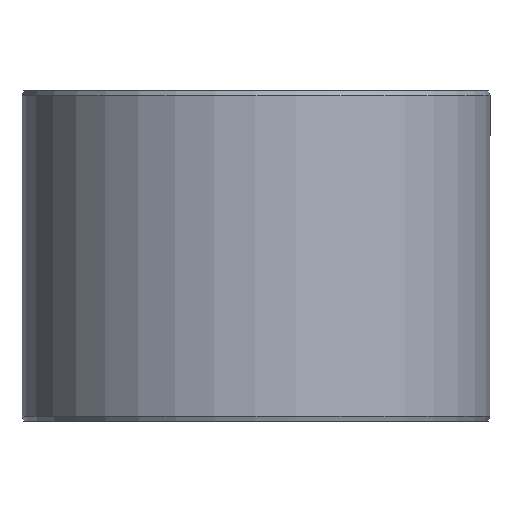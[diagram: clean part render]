
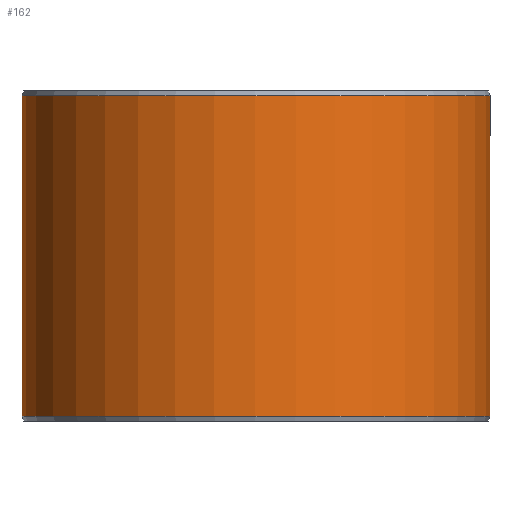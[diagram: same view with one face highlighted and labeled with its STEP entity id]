
A CAD part, front view. The second image highlights one B-rep face of the part: STEP entity #162.
In plain terms, the highlighted cylindrical face has radius 85 mm (diameter 170 mm), a partial arc.
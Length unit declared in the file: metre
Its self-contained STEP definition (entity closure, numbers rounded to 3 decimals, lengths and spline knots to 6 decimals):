
#162=ADVANCED_FACE('',(#185,#186),#187,.T.);
#185=FACE_OUTER_BOUND('',#211,.T.);
#186=FACE_BOUND('',#212,.T.);
#187=CYLINDRICAL_SURFACE('',#213,0.085);
#211=EDGE_LOOP('',(#289,#290,#291,#292));
#212=EDGE_LOOP('',(#293));
#213=AXIS2_PLACEMENT_3D('',#294,#295,#296);
#289=ORIENTED_EDGE('',*,*,#314,.T.);
#290=ORIENTED_EDGE('',*,*,#323,.F.);
#291=ORIENTED_EDGE('',*,*,#309,.F.);
#292=ORIENTED_EDGE('',*,*,#324,.T.);
#293=ORIENTED_EDGE('',*,*,#327,.T.);
#294=CARTESIAN_POINT('',(0.,0.,0.0));
#295=DIRECTION('',(0.,0.0,-1.0));
#296=DIRECTION('',(-1.0,0.0,0.));
#309=EDGE_CURVE('',#341,#342,#343,.T.);
#314=EDGE_CURVE('',#351,#349,#352,.T.);
#323=EDGE_CURVE('',#342,#349,#365,.T.);
#324=EDGE_CURVE('',#341,#351,#366,.T.);
#327=EDGE_CURVE('',#370,#370,#371,.T.);
#341=VERTEX_POINT('',#389);
#342=VERTEX_POINT('',#390);
#343=CIRCLE('',#391,0.085);
#349=VERTEX_POINT('',#399);
#351=VERTEX_POINT('',#402);
#352=CIRCLE('',#403,0.085);
#365=LINE('',#422,#423);
#366=LINE('',#424,#425);
#370=VERTEX_POINT('',#501);
#371=B_SPLINE_CURVE_WITH_KNOTS('',3,(#502,#503,#504,#505,#506,#507,#508,#509,#510,#511,#512,#513,#514,#515,#516,#517,#518,#519,#520,#521,#522,#523,#524,#525,#526,#527,#528,#529,#530,#531,#532,#533,#534,#535,#536,#537,#538,#539,#540,#541,#542,#543,#544,#545,#546,#547,#548,#549,#550,#551,#552,#553,#554,#555,#556,#557,#558,#559,#560,#561,#562,#563,#564,#565,#566,#567,#568,#569,#570,#571,#572,#573),.UNSPECIFIED.,.T.,.F.,(2,2,2,2,2,2,2,2,2,2,2,2,2,2,2,2,2,2,2,2,2,2,2,2,2,2,2,2,2,2,2,2,2,2,2,2,2,2),(-0.000977,0.0,0.000977,0.001466,0.001954,0.002931,0.003908,0.004886,0.005863,0.00684,0.007817,0.008794,0.009771,0.010748,0.011725,0.012703,0.013191,0.01368,0.014657,0.015634,0.016611,0.017588,0.018565,0.019542,0.020519,0.021497,0.022474,0.023451,0.024428,0.024916,0.025405,0.026382,0.027359,0.028336,0.029313,0.030291,0.031268,0.032245),.UNSPECIFIED.);
#389=CARTESIAN_POINT('',(0.001483,0.084987,0.0018));
#390=CARTESIAN_POINT('',(0.,0.085,0.0018));
#391=AXIS2_PLACEMENT_3D('',#587,#588,#589);
#399=CARTESIAN_POINT('',(0.,0.085,0.1182));
#402=CARTESIAN_POINT('',(0.001483,0.084987,0.1182));
#403=AXIS2_PLACEMENT_3D('',#596,#597,#598);
#422=CARTESIAN_POINT('',(0.,0.085,0.0018));
#423=VECTOR('',#611,1.0);
#424=CARTESIAN_POINT('',(0.001483,0.084987,0.0018));
#425=VECTOR('',#612,1.0);
#501=CARTESIAN_POINT('',(0.070158,-0.047988,0.06));
#502=CARTESIAN_POINT('',(0.070158,-0.047988,0.05967));
#503=CARTESIAN_POINT('',(0.070158,-0.047988,0.06033));
#504=CARTESIAN_POINT('',(0.070176,-0.047961,0.060655));
#505=CARTESIAN_POINT('',(0.07023,-0.047883,0.061135));
#506=CARTESIAN_POINT('',(0.070252,-0.04785,0.061293));
#507=CARTESIAN_POINT('',(0.070306,-0.047771,0.061607));
#508=CARTESIAN_POINT('',(0.070337,-0.047725,0.061763));
#509=CARTESIAN_POINT('',(0.070443,-0.047569,0.062217));
#510=CARTESIAN_POINT('',(0.070529,-0.047441,0.062505));
#511=CARTESIAN_POINT('',(0.070731,-0.047139,0.063048));
#512=CARTESIAN_POINT('',(0.070848,-0.046963,0.063305));
#513=CARTESIAN_POINT('',(0.071102,-0.046578,0.063766));
#514=CARTESIAN_POINT('',(0.07124,-0.046367,0.063973));
#515=CARTESIAN_POINT('',(0.071537,-0.045908,0.064339));
#516=CARTESIAN_POINT('',(0.071694,-0.045663,0.064494));
#517=CARTESIAN_POINT('',(0.072015,-0.045154,0.064744));
#518=CARTESIAN_POINT('',(0.072182,-0.044887,0.06484));
#519=CARTESIAN_POINT('',(0.072521,-0.044337,0.064968));
#520=CARTESIAN_POINT('',(0.07269,-0.04406,0.065));
#521=CARTESIAN_POINT('',(0.073026,-0.043501,0.065));
#522=CARTESIAN_POINT('',(0.073195,-0.043216,0.064968));
#523=CARTESIAN_POINT('',(0.073519,-0.042662,0.06484));
#524=CARTESIAN_POINT('',(0.073675,-0.042393,0.064746));
#525=CARTESIAN_POINT('',(0.073975,-0.041867,0.064495));
#526=CARTESIAN_POINT('',(0.074119,-0.041611,0.064339));
#527=CARTESIAN_POINT('',(0.074382,-0.041138,0.063977));
#528=CARTESIAN_POINT('',(0.074504,-0.040916,0.063771));
#529=CARTESIAN_POINT('',(0.074728,-0.040506,0.063304));
#530=CARTESIAN_POINT('',(0.074827,-0.040324,0.063051));
#531=CARTESIAN_POINT('',(0.074955,-0.040084,0.062645));
#532=CARTESIAN_POINT('',(0.074995,-0.04001,0.062505));
#533=CARTESIAN_POINT('',(0.075068,-0.039873,0.062216));
#534=CARTESIAN_POINT('',(0.075101,-0.03981,0.062066));
#535=CARTESIAN_POINT('',(0.075189,-0.039643,0.061612));
#536=CARTESIAN_POINT('',(0.075233,-0.039559,0.0613));
#537=CARTESIAN_POINT('',(0.075293,-0.039446,0.06066));
#538=CARTESIAN_POINT('',(0.075308,-0.039417,0.060328));
#539=CARTESIAN_POINT('',(0.075308,-0.039416,0.059675));
#540=CARTESIAN_POINT('',(0.075294,-0.039444,0.059351));
#541=CARTESIAN_POINT('',(0.075234,-0.039558,0.058706));
#542=CARTESIAN_POINT('',(0.07519,-0.039643,0.05839));
#543=CARTESIAN_POINT('',(0.075073,-0.039863,0.057788));
#544=CARTESIAN_POINT('',(0.075,-0.04,0.057498));
#545=CARTESIAN_POINT('',(0.074827,-0.040322,0.056951));
#546=CARTESIAN_POINT('',(0.074729,-0.040504,0.056699));
#547=CARTESIAN_POINT('',(0.074508,-0.040909,0.056237));
#548=CARTESIAN_POINT('',(0.074384,-0.041134,0.056026));
#549=CARTESIAN_POINT('',(0.07412,-0.041609,0.055662));
#550=CARTESIAN_POINT('',(0.073979,-0.04186,0.055509));
#551=CARTESIAN_POINT('',(0.073679,-0.042385,0.055257));
#552=CARTESIAN_POINT('',(0.07352,-0.04266,0.055161));
#553=CARTESIAN_POINT('',(0.073197,-0.043212,0.055033));
#554=CARTESIAN_POINT('',(0.073032,-0.043491,0.055));
#555=CARTESIAN_POINT('',(0.072692,-0.044057,0.055));
#556=CARTESIAN_POINT('',(0.072522,-0.044335,0.055032));
#557=CARTESIAN_POINT('',(0.072271,-0.044743,0.055127));
#558=CARTESIAN_POINT('',(0.072187,-0.044878,0.055166));
#559=CARTESIAN_POINT('',(0.072021,-0.045144,0.055261));
#560=CARTESIAN_POINT('',(0.071938,-0.045277,0.055317));
#561=CARTESIAN_POINT('',(0.071695,-0.045661,0.055505));
#562=CARTESIAN_POINT('',(0.07154,-0.045903,0.055658));
#563=CARTESIAN_POINT('',(0.071245,-0.04636,0.05602));
#564=CARTESIAN_POINT('',(0.071104,-0.046576,0.056231));
#565=CARTESIAN_POINT('',(0.07085,-0.046962,0.056692));
#566=CARTESIAN_POINT('',(0.070735,-0.047134,0.056944));
#567=CARTESIAN_POINT('',(0.070531,-0.047438,0.057489));
#568=CARTESIAN_POINT('',(0.070444,-0.047568,0.057781));
#569=CARTESIAN_POINT('',(0.070303,-0.047775,0.058382));
#570=CARTESIAN_POINT('',(0.070249,-0.047854,0.058696));
#571=CARTESIAN_POINT('',(0.070176,-0.047961,0.059343));
#572=CARTESIAN_POINT('',(0.070158,-0.047988,0.05967));
#573=CARTESIAN_POINT('',(0.070158,-0.047988,0.06033));
#587=CARTESIAN_POINT('',(0.,0.,0.0018));
#588=DIRECTION('',(0.,0.0,-1.0));
#589=DIRECTION('',(-1.0,0.0,0.));
#596=CARTESIAN_POINT('',(0.,0.,0.1182));
#597=DIRECTION('',(0.,0.0,-1.0));
#598=DIRECTION('',(-1.0,0.0,0.));
#611=DIRECTION('',(0.,0.0,1.0));
#612=DIRECTION('',(0.,0.,1.0));
